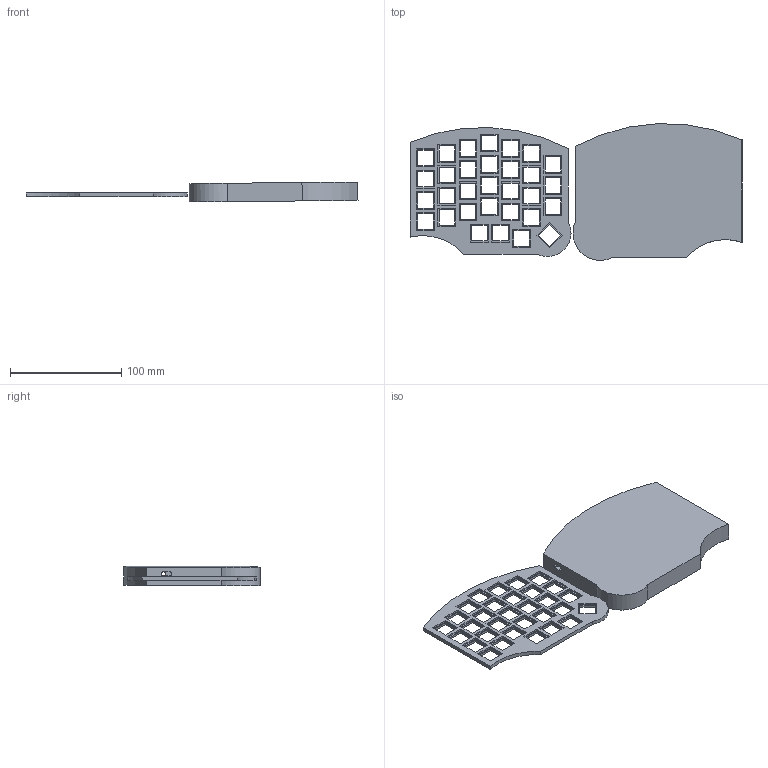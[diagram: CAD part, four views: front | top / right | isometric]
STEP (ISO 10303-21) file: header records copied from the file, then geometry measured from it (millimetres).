
FILE_DESCRIPTION(('FreeCAD Model'),'2;1');
FILE_NAME('Open CASCADE Shape Model','2025-04-03T13:45:12',(''),(''), 'Open CASCADE STEP processor 7.8','FreeCAD','Unknown');
FILE_SCHEMA(('AUTOMOTIVE_DESIGN { 1 0 10303 214 1 1 1 1 }'));
Length unit declared in the file: millimetre
Products named in the file (4): keyboard; switch-plate-right; switch-plate-left; case-left
Assembly tree (3 placements, depth 2):
  keyboard
    switch-plate-right
    switch-plate-left
    case-left
Bounding box: 298.12 x 122.68 x 17.82 mm (x, y, z)
Volume: 143980.4 mm3; surface area: 98844.9 mm2
Topology: 3 solids, 3 shells, 627 faces, 1668 edges, 1112 vertices
Faces by surface type: plane 598, cylinder 29
Entity records: 19470 total; most frequent: CARTESIAN_POINT 3411, ORIENTED_EDGE 3336, DIRECTION 2988, EDGE_CURVE 1668, LINE 1610, VECTOR 1610, VERTEX_POINT 1112, FACE_BOUND 820
